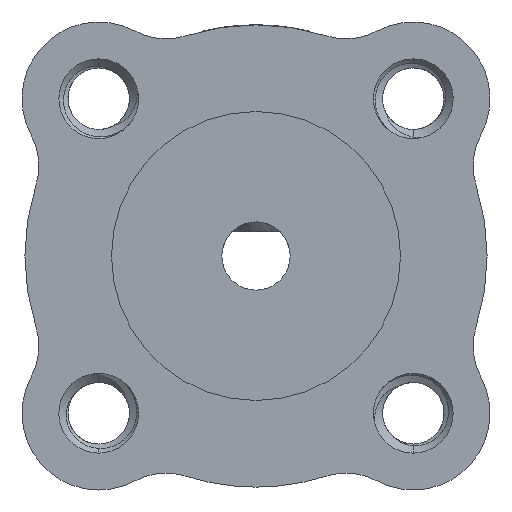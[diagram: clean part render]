
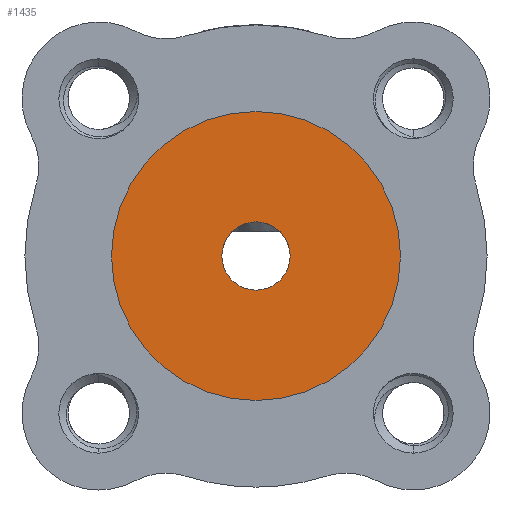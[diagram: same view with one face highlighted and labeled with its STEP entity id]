
A CAD part, front view. The second image highlights one B-rep face of the part: STEP entity #1435.
In plain terms, the highlighted planar face has unit normal (0, -1, 0).
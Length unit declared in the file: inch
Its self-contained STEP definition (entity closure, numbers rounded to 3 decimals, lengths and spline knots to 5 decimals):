
#1435 = ADVANCED_FACE ( 'NONE', ( #15180, #14005 ), #19617, .F. ) ;
#1925 = CIRCLE ( 'NONE', #8077, 0.05906 ) ;
#2228 = VERTEX_POINT ( 'NONE', #3516 ) ;
#2581 = ORIENTED_EDGE ( 'NONE', *, *, #11671, .T. ) ;
#3516 = CARTESIAN_POINT ( 'NONE',  ( 0., 0., 0.25 ) ) ;
#4065 = EDGE_CURVE ( 'NONE', #9064, #2228, #17084, .T. ) ;
#4450 = DIRECTION ( 'NONE',  ( 0., 1., 0. ) ) ;
#4533 = DIRECTION ( 'NONE',  ( 0., 0., 1. ) ) ;
#5032 = DIRECTION ( 'NONE',  ( 0., 1., 0. ) ) ;
#5717 = VERTEX_POINT ( 'NONE', #12861 ) ;
#7468 = AXIS2_PLACEMENT_3D ( 'NONE', #19873, #18103, #14386 ) ;
#8077 = AXIS2_PLACEMENT_3D ( 'NONE', #13674, #21240, #17625 ) ;
#8570 = EDGE_CURVE ( 'NONE', #12525, #5717, #1925, .T. ) ;
#8739 = ORIENTED_EDGE ( 'NONE', *, *, #8570, .T. ) ;
#9064 = VERTEX_POINT ( 'NONE', #13405 ) ;
#9931 = EDGE_LOOP ( 'NONE', ( #8739, #2581 ) ) ;
#9937 = CARTESIAN_POINT ( 'NONE',  ( 0., 0., 0.05906 ) ) ;
#10045 = CARTESIAN_POINT ( 'NONE',  ( 0., 0., 0. ) ) ;
#10610 = CARTESIAN_POINT ( 'NONE',  ( 0., 0., 0. ) ) ;
#11230 = DIRECTION ( 'NONE',  ( 0., 1., 0. ) ) ;
#11671 = EDGE_CURVE ( 'NONE', #5717, #12525, #17109, .T. ) ;
#12508 = AXIS2_PLACEMENT_3D ( 'NONE', #20946, #11230, #22888 ) ;
#12525 = VERTEX_POINT ( 'NONE', #9937 ) ;
#12861 = CARTESIAN_POINT ( 'NONE',  ( 0., 0., -0.05906 ) ) ;
#13405 = CARTESIAN_POINT ( 'NONE',  ( 0., 0., -0.25 ) ) ;
#13674 = CARTESIAN_POINT ( 'NONE',  ( 0., 0., 0. ) ) ;
#14005 = FACE_OUTER_BOUND ( 'NONE', #24336, .T. ) ;
#14386 = DIRECTION ( 'NONE',  ( 0., 0., 1. ) ) ;
#15180 = FACE_BOUND ( 'NONE', #9931, .T. ) ;
#15865 = ORIENTED_EDGE ( 'NONE', *, *, #4065, .F. ) ;
#16927 = CIRCLE ( 'NONE', #7468, 0.25 ) ;
#17084 = CIRCLE ( 'NONE', #12508, 0.25 ) ;
#17109 = CIRCLE ( 'NONE', #17693, 0.05906 ) ;
#17625 = DIRECTION ( 'NONE',  ( 0., 0., 1. ) ) ;
#17693 = AXIS2_PLACEMENT_3D ( 'NONE', #10610, #5032, #20022 ) ;
#18103 = DIRECTION ( 'NONE',  ( 0., 1., 0. ) ) ;
#19542 = ORIENTED_EDGE ( 'NONE', *, *, #21169, .F. ) ;
#19617 = PLANE ( 'NONE',  #24443 ) ;
#19873 = CARTESIAN_POINT ( 'NONE',  ( 0., 0., 0. ) ) ;
#20022 = DIRECTION ( 'NONE',  ( 0., 0., 1. ) ) ;
#20946 = CARTESIAN_POINT ( 'NONE',  ( 0., 0., 0. ) ) ;
#21169 = EDGE_CURVE ( 'NONE', #2228, #9064, #16927, .T. ) ;
#21240 = DIRECTION ( 'NONE',  ( 0., 1., 0. ) ) ;
#22888 = DIRECTION ( 'NONE',  ( 0., 0., 1. ) ) ;
#24336 = EDGE_LOOP ( 'NONE', ( #15865, #19542 ) ) ;
#24443 = AXIS2_PLACEMENT_3D ( 'NONE', #10045, #4450, #4533 ) ;
